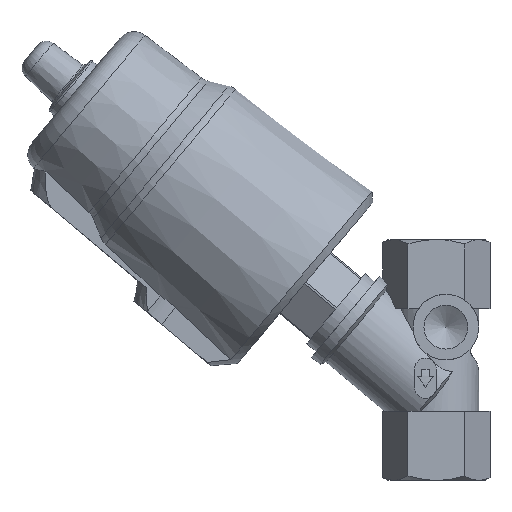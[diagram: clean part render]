
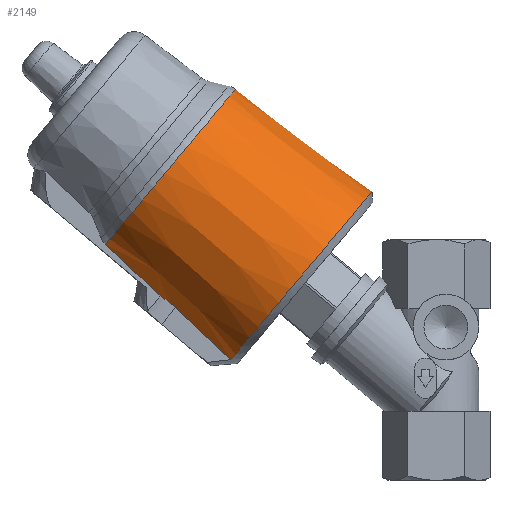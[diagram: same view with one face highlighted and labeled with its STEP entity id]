
A CAD part, left-side view. The second image highlights one B-rep face of the part: STEP entity #2149.
In plain terms, the highlighted conical face has half-angle 3 degrees and reference radius 28.445 mm.
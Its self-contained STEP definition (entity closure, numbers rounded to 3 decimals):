
#270=CONICAL_SURFACE('',#2348,28.445,0.052);
#372=B_SPLINE_CURVE_WITH_KNOTS('',3,(#3506,#3507,#3508,#3509),
 .UNSPECIFIED.,.F.,.F.,(4,4),(0.001,0.022),
 .UNSPECIFIED.);
#373=B_SPLINE_CURVE_WITH_KNOTS('',3,(#3512,#3513,#3514,#3515,#3516,#3517,
#3518,#3519,#3520,#3521,#3522,#3523,#3524,#3525,#3526,#3527,#3528,#3529,
#3530,#3531,#3532,#3533,#3534,#3535,#3536,#3537,#3538,#3539,#3540,#3541,
#3542,#3543,#3544,#3545,#3546,#3547,#3548,#3549,#3550,#3551,#3552,#3553,
#3554),.UNSPECIFIED.,.F.,.F.,(4,1,1,1,1,1,1,1,1,1,1,1,1,1,1,1,1,1,1,1,1,
1,1,1,1,1,1,1,1,1,1,1,1,1,1,1,1,1,1,1,4),(0.107,0.112,
0.115,0.118,0.123,0.126,
0.129,0.131,0.134,0.137,
0.14,0.142,0.145,0.15,
0.153,0.156,0.161,0.164,
0.167,0.172,0.177,0.183,
0.188,0.194,0.199,0.205,
0.21,0.215,0.221,0.226,
0.232,0.237,0.243,0.248,
0.253,0.259,0.264,0.267,
0.27,0.275,0.28),.UNSPECIFIED.);
#374=B_SPLINE_CURVE_WITH_KNOTS('',3,(#3556,#3557,#3558,#3559),
 .UNSPECIFIED.,.F.,.F.,(4,4),(0.001,0.022),
 .UNSPECIFIED.);
#375=B_SPLINE_CURVE_WITH_KNOTS('',3,(#3561,#3562,#3563,#3564,#3565),
 .UNSPECIFIED.,.F.,.F.,(4,1,4),(0.001,0.004,
0.007),.UNSPECIFIED.);
#376=B_SPLINE_CURVE_WITH_KNOTS('',3,(#3567,#3568,#3569,#3570),
 .UNSPECIFIED.,.F.,.F.,(4,4),(0.063,0.084),
 .UNSPECIFIED.);
#377=B_SPLINE_CURVE_WITH_KNOTS('',3,(#3571,#3572,#3573,#3574),
 .UNSPECIFIED.,.F.,.F.,(4,4),(0.063,0.084),
 .UNSPECIFIED.);
#378=B_SPLINE_CURVE_WITH_KNOTS('',3,(#3576,#3577,#3578,#3579),
 .UNSPECIFIED.,.F.,.F.,(4,4),(0.001,0.006),
 .UNSPECIFIED.);
#599=ORIENTED_EDGE('',*,*,#1223,.T.);
#600=ORIENTED_EDGE('',*,*,#1224,.T.);
#601=ORIENTED_EDGE('',*,*,#1225,.F.);
#602=ORIENTED_EDGE('',*,*,#1226,.F.);
#603=ORIENTED_EDGE('',*,*,#1227,.F.);
#604=ORIENTED_EDGE('',*,*,#1220,.T.);
#605=ORIENTED_EDGE('',*,*,#1228,.T.);
#606=ORIENTED_EDGE('',*,*,#1229,.F.);
#1220=EDGE_CURVE('',#1527,#1528,#1706,.T.);
#1223=EDGE_CURVE('',#1529,#1530,#372,.T.);
#1224=EDGE_CURVE('',#1530,#1531,#373,.T.);
#1225=EDGE_CURVE('',#1532,#1531,#374,.T.);
#1226=EDGE_CURVE('',#1533,#1532,#375,.T.);
#1227=EDGE_CURVE('',#1527,#1533,#376,.T.);
#1228=EDGE_CURVE('',#1528,#1534,#377,.T.);
#1229=EDGE_CURVE('',#1529,#1534,#378,.T.);
#1527=VERTEX_POINT('',#3495);
#1528=VERTEX_POINT('',#3496);
#1529=VERTEX_POINT('',#3510);
#1530=VERTEX_POINT('',#3511);
#1531=VERTEX_POINT('',#3555);
#1532=VERTEX_POINT('',#3560);
#1533=VERTEX_POINT('',#3566);
#1534=VERTEX_POINT('',#3575);
#1706=CIRCLE('',#2347,28.445);
#1777=EDGE_LOOP('',(#599,#600,#601,#602,#603,#604,#605,#606));
#1951=FACE_BOUND('',#1777,.T.);
#2149=ADVANCED_FACE('',(#1951),#270,.T.);
#2347=AXIS2_PLACEMENT_3D('',#3494,#2662,#2663);
#2348=AXIS2_PLACEMENT_3D('',#3505,#2664,#2665);
#2662=DIRECTION('',(0.643,-0.766,0.));
#2663=DIRECTION('',(0.766,0.643,0.));
#2664=DIRECTION('',(0.643,-0.766,0.));
#2665=DIRECTION('',(0.766,0.643,0.));
#3494=CARTESIAN_POINT('',(-85.47,73.298,0.));
#3495=CARTESIAN_POINT('',(-64.675,90.747,8.5));
#3496=CARTESIAN_POINT('',(-64.675,90.747,-8.5));
#3505=CARTESIAN_POINT('',(-85.47,73.298,0.));
#3506=CARTESIAN_POINT('',(-47.323,71.513,-10.));
#3507=CARTESIAN_POINT('',(-42.569,66.448,-10.));
#3508=CARTESIAN_POINT('',(-37.816,61.383,-10.));
#3509=CARTESIAN_POINT('',(-33.064,56.317,-10.));
#3510=CARTESIAN_POINT('',(-47.323,71.513,-10.));
#3511=CARTESIAN_POINT('',(-33.064,56.317,-10.));
#3512=CARTESIAN_POINT('',(-33.064,56.317,-10.));
#3513=CARTESIAN_POINT('',(-33.511,55.942,-11.705));
#3514=CARTESIAN_POINT('',(-34.349,55.238,-14.182));
#3515=CARTESIAN_POINT('',(-35.812,54.01,-17.301));
#3516=CARTESIAN_POINT('',(-37.455,52.632,-20.196));
#3517=CARTESIAN_POINT('',(-39.382,51.015,-22.802));
#3518=CARTESIAN_POINT('',(-41.574,49.175,-25.07));
#3519=CARTESIAN_POINT('',(-43.303,47.725,-26.554));
#3520=CARTESIAN_POINT('',(-45.123,46.197,-27.838));
#3521=CARTESIAN_POINT('',(-47.046,44.584,-28.92));
#3522=CARTESIAN_POINT('',(-49.031,42.918,-29.774));
#3523=CARTESIAN_POINT('',(-51.045,41.228,-30.391));
#3524=CARTESIAN_POINT('',(-53.094,39.509,-30.779));
#3525=CARTESIAN_POINT('',(-55.889,37.163,-30.982));
#3526=CARTESIAN_POINT('',(-58.651,34.845,-30.702));
#3527=CARTESIAN_POINT('',(-61.353,32.577,-29.959));
#3528=CARTESIAN_POINT('',(-64.035,30.327,-28.891));
#3529=CARTESIAN_POINT('',(-66.547,28.219,-27.392));
#3530=CARTESIAN_POINT('',(-68.893,26.25,-25.477));
#3531=CARTESIAN_POINT('',(-71.13,24.374,-23.268));
#3532=CARTESIAN_POINT('',(-73.577,22.32,-20.112));
#3533=CARTESIAN_POINT('',(-76.011,20.277,-15.623));
#3534=CARTESIAN_POINT('',(-77.773,18.799,-10.737));
#3535=CARTESIAN_POINT('',(-78.875,17.874,-5.442));
#3536=CARTESIAN_POINT('',(-79.241,17.567,0.007));
#3537=CARTESIAN_POINT('',(-78.876,17.874,5.433));
#3538=CARTESIAN_POINT('',(-77.774,18.798,10.733));
#3539=CARTESIAN_POINT('',(-76.013,20.276,15.619));
#3540=CARTESIAN_POINT('',(-73.58,22.318,20.108));
#3541=CARTESIAN_POINT('',(-70.64,24.785,23.901));
#3542=CARTESIAN_POINT('',(-67.17,27.696,27.024));
#3543=CARTESIAN_POINT('',(-63.411,30.851,29.263));
#3544=CARTESIAN_POINT('',(-59.329,34.276,30.637));
#3545=CARTESIAN_POINT('',(-55.208,37.734,31.05));
#3546=CARTESIAN_POINT('',(-51.016,41.252,30.507));
#3547=CARTESIAN_POINT('',(-47.035,44.593,29.042));
#3548=CARTESIAN_POINT('',(-43.244,47.774,26.649));
#3549=CARTESIAN_POINT('',(-40.455,50.114,24.015));
#3550=CARTESIAN_POINT('',(-38.417,51.824,21.499));
#3551=CARTESIAN_POINT('',(-36.587,53.36,18.798));
#3552=CARTESIAN_POINT('',(-34.646,54.989,15.048));
#3553=CARTESIAN_POINT('',(-33.51,55.942,11.704));
#3554=CARTESIAN_POINT('',(-33.064,56.317,10.));
#3555=CARTESIAN_POINT('',(-33.064,56.317,10.));
#3556=CARTESIAN_POINT('',(-47.323,71.513,10.));
#3557=CARTESIAN_POINT('',(-42.569,66.448,10.));
#3558=CARTESIAN_POINT('',(-37.816,61.383,10.));
#3559=CARTESIAN_POINT('',(-33.064,56.317,10.));
#3560=CARTESIAN_POINT('',(-47.323,71.513,10.));
#3561=CARTESIAN_POINT('',(-50.554,75.678,8.5));
#3562=CARTESIAN_POINT('',(-50.131,75.014,8.984));
#3563=CARTESIAN_POINT('',(-49.149,73.596,9.742));
#3564=CARTESIAN_POINT('',(-47.963,72.195,10.));
#3565=CARTESIAN_POINT('',(-47.323,71.513,10.));
#3566=CARTESIAN_POINT('',(-50.554,75.678,8.5));
#3567=CARTESIAN_POINT('',(-64.675,90.747,8.5));
#3568=CARTESIAN_POINT('',(-59.967,85.725,8.5));
#3569=CARTESIAN_POINT('',(-55.261,80.702,8.5));
#3570=CARTESIAN_POINT('',(-50.554,75.678,8.5));
#3571=CARTESIAN_POINT('',(-64.675,90.747,-8.5));
#3572=CARTESIAN_POINT('',(-59.967,85.725,-8.5));
#3573=CARTESIAN_POINT('',(-55.261,80.702,-8.5));
#3574=CARTESIAN_POINT('',(-50.554,75.678,-8.5));
#3575=CARTESIAN_POINT('',(-50.554,75.678,-8.5));
#3576=CARTESIAN_POINT('',(-47.323,71.513,-10.));
#3577=CARTESIAN_POINT('',(-48.588,72.861,-10.));
#3578=CARTESIAN_POINT('',(-49.698,74.335,-9.479));
#3579=CARTESIAN_POINT('',(-50.554,75.678,-8.5));
